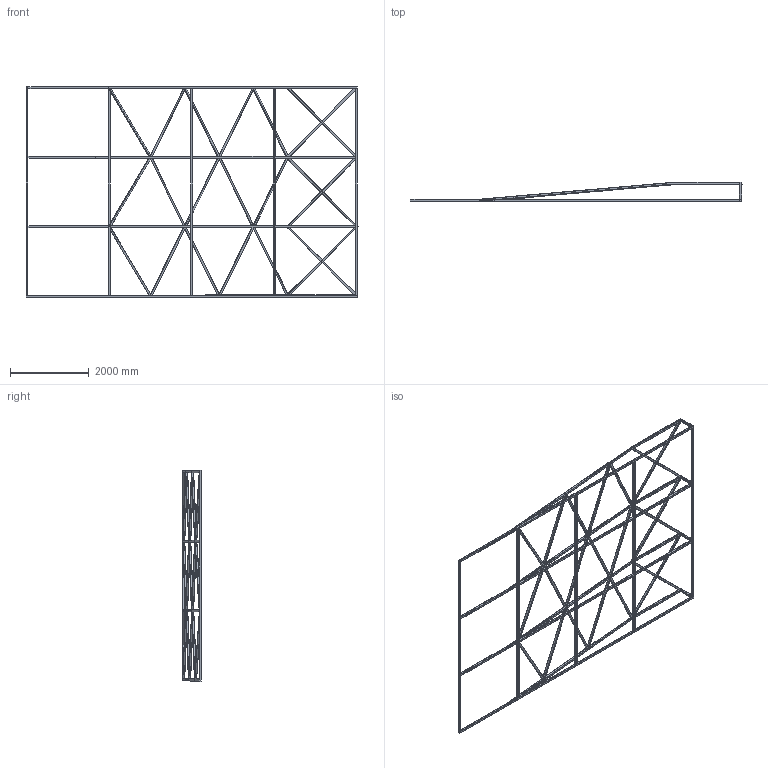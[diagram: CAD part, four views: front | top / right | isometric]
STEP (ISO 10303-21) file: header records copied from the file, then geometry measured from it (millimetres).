
FILE_DESCRIPTION (( 'STEP AP214' ), '1' );
FILE_NAME ('FloorPlatformWeldment.STEP', '2016-10-31T07:16:22', ( 'Daniil' ), ( 'TEAM OS' ), 'SwSTEP 2.0', 'SolidWorks 2016', '' );
FILE_SCHEMA (( 'AUTOMOTIVE_DESIGN' ));
Length unit declared in the file: metre
Products named in the file (1): FloorPlatformWeldment
Bounding box: 8447.19 x 485.98 x 5368.69 mm (x, y, z)
Volume: 70333887.8 mm3; surface area: 49658719.7 mm2
Topology: 51 solids, 51 shells, 1002 faces, 2730 edges, 1820 vertices
Faces by surface type: plane 526, cylinder 476
Entity records: 32409 total; most frequent: CARTESIAN_POINT 6328, ORIENTED_EDGE 5460, DIRECTION 5221, EDGE_CURVE 2730, VERTEX_POINT 1820, LINE 1751, VECTOR 1751, AXIS2_PLACEMENT_3D 1735
